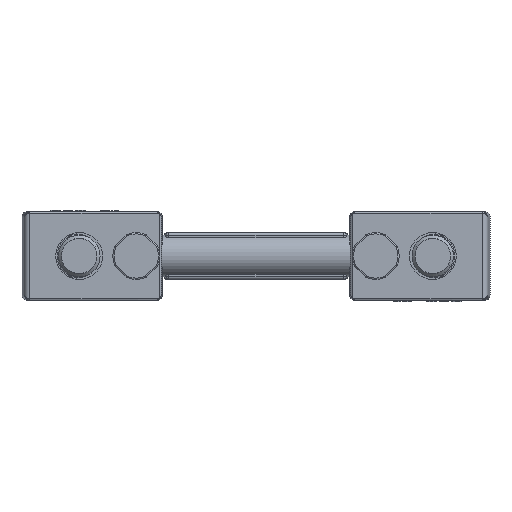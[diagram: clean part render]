
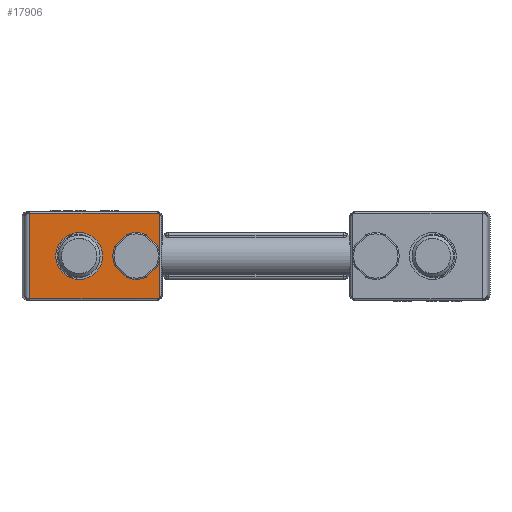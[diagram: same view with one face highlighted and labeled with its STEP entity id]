
A CAD part, front view. The second image highlights one B-rep face of the part: STEP entity #17906.
In plain terms, the highlighted planar face has unit normal (0, -1, 0).
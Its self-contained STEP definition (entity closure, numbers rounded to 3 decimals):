
#12700=CARTESIAN_POINT('',(-1.206,5.,-16.5));
#12701=CARTESIAN_POINT('',(-1.123,5.,-16.427));
#12702=CARTESIAN_POINT('',(-1.046,5.,-16.347));
#12703=CARTESIAN_POINT('',(-0.976,5.,-16.261));
#12946=DIRECTION('',(-1.,0.,0.));
#12947=VECTOR('',#12946,49.784);
#12948=CARTESIAN_POINT('',(-1.206,5.,16.5));
#12949=LINE('',#12948,#12947);
#12955=CARTESIAN_POINT('',(-1.206,5.,16.5));
#12956=CARTESIAN_POINT('',(-1.123,5.,16.427));
#12957=CARTESIAN_POINT('',(-1.046,5.,16.347));
#12958=CARTESIAN_POINT('',(-0.976,5.,16.261));
#12960=DIRECTION('',(-1.,0.,0.));
#12961=VECTOR('',#12960,49.784);
#12962=CARTESIAN_POINT('',(-1.206,5.,-16.5));
#12963=LINE('',#12962,#12961);
#12964=CARTESIAN_POINT('',(-50.991,5.,
-14.984));
#12965=DIRECTION('',(0.,1.,0.));
#12966=DIRECTION('',(0.,0.,-1.));
#12967=AXIS2_PLACEMENT_3D('',#12964,#12965,#12966);
#12969=CARTESIAN_POINT('',(-10.051,5.,0.));
#12970=DIRECTION('',(0.,-1.,0.));
#12971=DIRECTION('',(0.435,0.,0.9));
#12972=AXIS2_PLACEMENT_3D('',#12969,#12970,#12971);
#12974=DIRECTION('',(-0.707,0.,-0.707));
#12975=VECTOR('',#12974,5.916);
#12976=CARTESIAN_POINT('',(-13.97,5.,8.102));
#12977=LINE('',#12976,#12975);
#12978=CARTESIAN_POINT('',(-10.051,5.,0.));
#12979=DIRECTION('',(0.,-1.,0.));
#12980=DIRECTION('',(-0.9,0.,0.435));
#12981=AXIS2_PLACEMENT_3D('',#12978,#12979,#12980);
#12983=DIRECTION('',(0.707,0.,-0.707));
#12984=VECTOR('',#12983,5.916);
#12985=CARTESIAN_POINT('',(-18.153,5.,-3.919));
#12986=LINE('',#12985,#12984);
#12987=CARTESIAN_POINT('',(-10.051,5.,0.));
#12988=DIRECTION('',(0.,-1.,0.));
#12989=DIRECTION('',(-0.435,0.,-0.9));
#12990=AXIS2_PLACEMENT_3D('',#12987,#12988,#12989);
#12992=DIRECTION('',(0.707,0.,0.707));
#12993=VECTOR('',#12992,5.916);
#12994=CARTESIAN_POINT('',(-6.132,5.,-8.102));
#12995=LINE('',#12994,#12993);
#12996=CARTESIAN_POINT('',(-10.051,5.,0.));
#12997=DIRECTION('',(0.,-1.,0.));
#12998=DIRECTION('',(0.9,0.,-0.435));
#12999=AXIS2_PLACEMENT_3D('',#12996,#12997,#12998);
#13001=DIRECTION('',(-0.707,0.,0.707));
#13002=VECTOR('',#13001,5.916);
#13003=CARTESIAN_POINT('',(-1.949,5.,3.919));
#13004=LINE('',#13003,#13002);
#13005=CARTESIAN_POINT('',(-0.976,5.,16.261));
#13021=DIRECTION('',(0.,0.,1.));
#13022=VECTOR('',#13021,32.522);
#13023=CARTESIAN_POINT('',(-0.976,5.,-16.261));
#13024=LINE('',#13023,#13022);
#13025=CARTESIAN_POINT('',(-1.206,5.,-16.5));
#13238=CARTESIAN_POINT('',(-32.,5.,0.));
#13239=DIRECTION('',(0.,1.,0.));
#13240=DIRECTION('',(-1.,0.,0.));
#13241=AXIS2_PLACEMENT_3D('',#13238,#13239,#13240);
#13247=CARTESIAN_POINT('',(-32.,5.,0.));
#13248=DIRECTION('',(0.,1.,0.));
#13249=DIRECTION('',(1.,0.,0.));
#13250=AXIS2_PLACEMENT_3D('',#13247,#13248,#13249);
#13289=CARTESIAN_POINT('',(-50.991,5.,
14.984));
#13290=DIRECTION('',(0.,-1.,0.));
#13291=DIRECTION('',(0.,0.,1.));
#13292=AXIS2_PLACEMENT_3D('',#13289,#13290,#13291);
#13299=DIRECTION('',(0.,0.,-1.));
#13300=VECTOR('',#13299,32.984);
#13301=CARTESIAN_POINT('',(-51.148,5.,
16.492));
#13302=LINE('',#13301,#13300);
#15788=VERTEX_POINT('',#13005);
#15789=VERTEX_POINT('',#12955);
#15797=VERTEX_POINT('',#13025);
#15798=VERTEX_POINT('',#12703);
#16219=CARTESIAN_POINT('',(-50.99,5.,16.5));
#16220=VERTEX_POINT('',#16219);
#16221=CARTESIAN_POINT('',(-50.99,5.,-16.5));
#16222=VERTEX_POINT('',#16221);
#16223=CARTESIAN_POINT('',(-51.148,5.,
-16.492));
#16224=VERTEX_POINT('',#16223);
#16225=CARTESIAN_POINT('',(-51.148,5.,
16.492));
#16226=VERTEX_POINT('',#16225);
#16227=CARTESIAN_POINT('',(-6.132,5.,8.102));
#16228=CARTESIAN_POINT('',(-13.97,5.,8.102));
#16229=VERTEX_POINT('',#16227);
#16230=VERTEX_POINT('',#16228);
#16231=CARTESIAN_POINT('',(-18.153,5.,3.919));
#16232=VERTEX_POINT('',#16231);
#16233=CARTESIAN_POINT('',(-18.153,5.,-3.919));
#16234=VERTEX_POINT('',#16233);
#16235=CARTESIAN_POINT('',(-13.97,5.,-8.102));
#16236=VERTEX_POINT('',#16235);
#16237=CARTESIAN_POINT('',(-6.132,5.,-8.102));
#16238=VERTEX_POINT('',#16237);
#16239=CARTESIAN_POINT('',(-1.949,5.,-3.919));
#16240=VERTEX_POINT('',#16239);
#16241=CARTESIAN_POINT('',(-1.949,5.,3.919));
#16242=VERTEX_POINT('',#16241);
#16243=CARTESIAN_POINT('',(-41.,5.,0.));
#16244=CARTESIAN_POINT('',(-23.,5.,0.));
#16245=VERTEX_POINT('',#16243);
#16246=VERTEX_POINT('',#16244);
#17862=CARTESIAN_POINT('',(-20.,5.,20.4));
#17863=DIRECTION('',(0.,1.,0.));
#17864=DIRECTION('',(-1.,0.,0.));
#17865=AXIS2_PLACEMENT_3D('',#17862,#17863,#17864);
#17866=PLANE('',#17865);
#17867=ORIENTED_EDGE('',*,*,#17057,.T.);
#17869=ORIENTED_EDGE('',*,*,#17868,.F.);
#17870=ORIENTED_EDGE('',*,*,#17180,.F.);
#17872=ORIENTED_EDGE('',*,*,#17871,.T.);
#17874=ORIENTED_EDGE('',*,*,#17873,.T.);
#17876=ORIENTED_EDGE('',*,*,#17875,.F.);
#17878=ORIENTED_EDGE('',*,*,#17877,.F.);
#17879=ORIENTED_EDGE('',*,*,#17854,.F.);
#17880=EDGE_LOOP('',(#17867,#17869,#17870,#17872,#17874,#17876,#17878,#17879));
#17881=FACE_OUTER_BOUND('',#17880,.F.);
#17883=ORIENTED_EDGE('',*,*,#17882,.T.);
#17885=ORIENTED_EDGE('',*,*,#17884,.T.);
#17887=ORIENTED_EDGE('',*,*,#17886,.T.);
#17889=ORIENTED_EDGE('',*,*,#17888,.T.);
#17891=ORIENTED_EDGE('',*,*,#17890,.T.);
#17893=ORIENTED_EDGE('',*,*,#17892,.T.);
#17895=ORIENTED_EDGE('',*,*,#17894,.T.);
#17897=ORIENTED_EDGE('',*,*,#17896,.T.);
#17898=EDGE_LOOP('',(#17883,#17885,#17887,#17889,#17891,#17893,#17895,#17897));
#17899=FACE_BOUND('',#17898,.F.);
#17901=ORIENTED_EDGE('',*,*,#17900,.F.);
#17903=ORIENTED_EDGE('',*,*,#17902,.F.);
#17904=EDGE_LOOP('',(#17901,#17903));
#17905=FACE_BOUND('',#17904,.F.);
#17906=ADVANCED_FACE('',(#17881,#17899,#17905),#17866,.F.);
#12704=B_SPLINE_CURVE_WITH_KNOTS('',3,(#12700,#12701,#12702,#12703),
.UNSPECIFIED.,.F.,.F.,(4,4),(0.,1.),.UNSPECIFIED.);
#12959=B_SPLINE_CURVE_WITH_KNOTS('',3,(#12955,#12956,#12957,#12958),
.UNSPECIFIED.,.F.,.F.,(4,4),(0.,1.),.UNSPECIFIED.);
#12968=CIRCLE('',#12967,1.516);
#12973=CIRCLE('',#12972,9.);
#12982=CIRCLE('',#12981,9.);
#12991=CIRCLE('',#12990,9.);
#13000=CIRCLE('',#12999,9.);
#13242=CIRCLE('',#13241,9.);
#13251=CIRCLE('',#13250,9.);
#13293=CIRCLE('',#13292,1.516);
#17057=EDGE_CURVE('',#15789,#15788,#12959,.T.);
#17180=EDGE_CURVE('',#15797,#15798,#12704,.T.);
#17854=EDGE_CURVE('',#15789,#16220,#12949,.T.);
#17868=EDGE_CURVE('',#15798,#15788,#13024,.T.);
#17871=EDGE_CURVE('',#15797,#16222,#12963,.T.);
#17873=EDGE_CURVE('',#16222,#16224,#12968,.T.);
#17875=EDGE_CURVE('',#16226,#16224,#13302,.T.);
#17877=EDGE_CURVE('',#16220,#16226,#13293,.T.);
#17882=EDGE_CURVE('',#16229,#16230,#12973,.T.);
#17884=EDGE_CURVE('',#16230,#16232,#12977,.T.);
#17886=EDGE_CURVE('',#16232,#16234,#12982,.T.);
#17888=EDGE_CURVE('',#16234,#16236,#12986,.T.);
#17890=EDGE_CURVE('',#16236,#16238,#12991,.T.);
#17892=EDGE_CURVE('',#16238,#16240,#12995,.T.);
#17894=EDGE_CURVE('',#16240,#16242,#13000,.T.);
#17896=EDGE_CURVE('',#16242,#16229,#13004,.T.);
#17900=EDGE_CURVE('',#16245,#16246,#13242,.T.);
#17902=EDGE_CURVE('',#16246,#16245,#13251,.T.);
